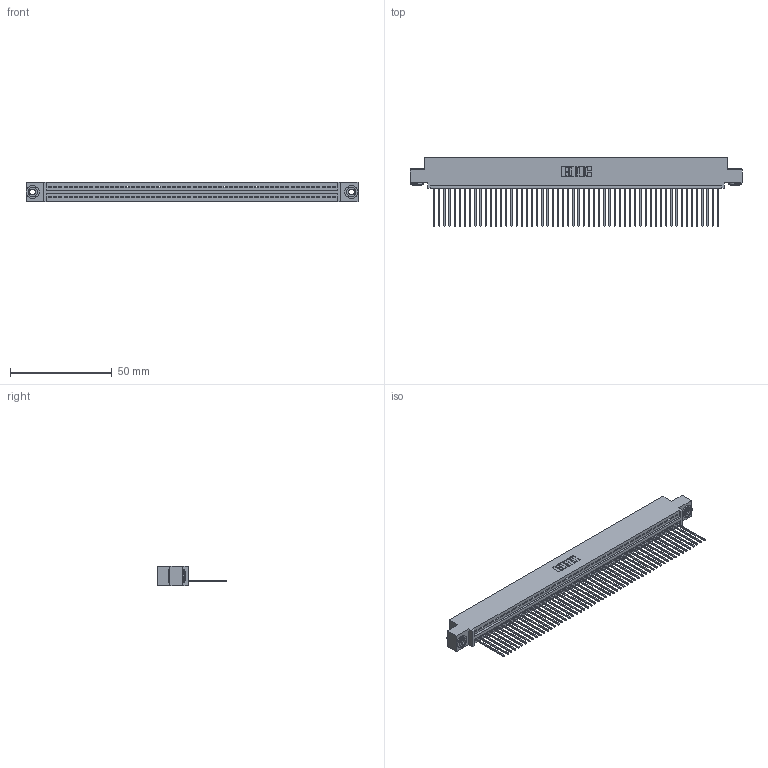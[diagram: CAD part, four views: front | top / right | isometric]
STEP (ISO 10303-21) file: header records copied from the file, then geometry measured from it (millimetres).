
FILE_DESCRIPTION (( 'STEP AP203' ), '1' );
FILE_NAME ('395-056-541-403.STEP', '2018-11-22T04:07:05', ( '' ), ( '' ), 'SwSTEP 2.0', 'SolidWorks 2016', '' );
FILE_SCHEMA (( 'CONFIG_CONTROL_DESIGN' ));
Length unit declared in the file: inch
Products named in the file (4): 345-292-001_345-293-141; 395-056-541-403; 345 Part_0.110 Offset - 0.156 Dia-TH; 345-250-002_345-250-002-102
Assembly tree (59 placements, depth 2):
  395-056-541-403
    345 Part_0.110 Offset - 0.156 Dia-TH
    345-292-001_345-293-141  x56
    345-250-002_345-250-002-102  x2
Bounding box: 163.45 x 33.96 x 9.4 mm (x, y, z)
Volume: 15770.1 mm3; surface area: 22530.9 mm2
Topology: 59 solids, 59 shells, 3416 faces, 10285 edges, 6778 vertices
Faces by surface type: plane 2334, cylinder 1074, cone 8
Entity records: 41062 total; most frequent: CARTESIAN_POINT 7091, ORIENTED_EDGE 7074, DIRECTION 6203, EDGE_CURVE 3537, LINE 3157, VECTOR 3157, VERTEX_POINT 2354, AXIS2_PLACEMENT_3D 1523
